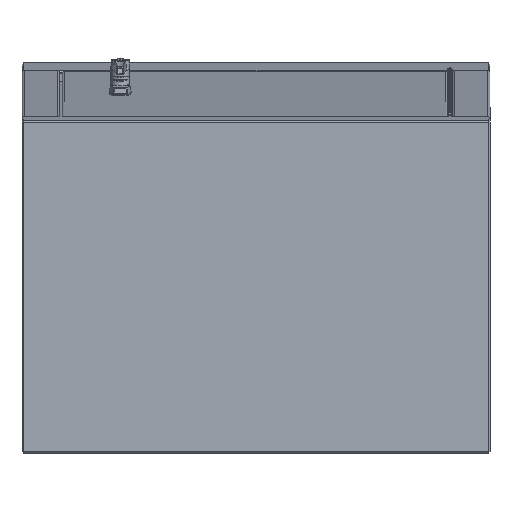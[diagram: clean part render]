
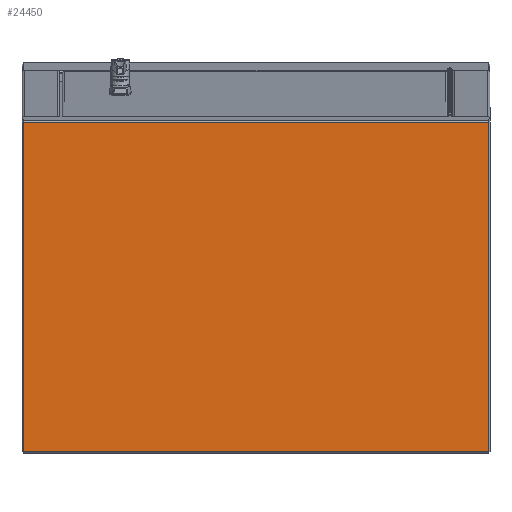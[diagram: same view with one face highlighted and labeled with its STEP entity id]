
A CAD part, front view. The second image highlights one B-rep face of the part: STEP entity #24450.
In plain terms, the highlighted planar face has unit normal (0, -1, 0).
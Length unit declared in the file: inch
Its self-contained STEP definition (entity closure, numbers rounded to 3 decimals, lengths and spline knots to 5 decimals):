
#885 = ORIENTED_EDGE ( 'NONE', *, *, #59090, .F. ) ;
#5059 = EDGE_CURVE ( 'NONE', #24234, #104983, #20264, .T. ) ;
#11793 = ORIENTED_EDGE ( 'NONE', *, *, #112605, .F. ) ;
#12530 = FACE_OUTER_BOUND ( 'NONE', #62731, .T. ) ;
#14025 = CARTESIAN_POINT ( 'NONE',  ( 0., -20.0625, -10.25741 ) ) ;
#20264 = LINE ( 'NONE', #124049, #62778 ) ;
#22628 = VECTOR ( 'NONE', #59799, 39.37008 ) ;
#24234 = VERTEX_POINT ( 'NONE', #121650 ) ;
#24450 = ADVANCED_FACE ( 'NONE', ( #12530 ), #114849, .F. ) ;
#27866 = LINE ( 'NONE', #128606, #107436 ) ;
#31591 = DIRECTION ( 'NONE',  ( 1., 0., 0. ) ) ;
#55207 = CARTESIAN_POINT ( 'NONE',  ( 11.9885, -20.0625, -10.25741 ) ) ;
#55964 = AXIS2_PLACEMENT_3D ( 'NONE', #82420, #59845, #93762 ) ;
#59090 = EDGE_CURVE ( 'NONE', #77775, #24234, #27866, .T. ) ;
#59799 = DIRECTION ( 'NONE',  ( -1., 0., 0. ) ) ;
#59845 = DIRECTION ( 'NONE',  ( 0., 1., 0. ) ) ;
#62731 = EDGE_LOOP ( 'NONE', ( #885, #63454, #11793, #69260 ) ) ;
#62778 = VECTOR ( 'NONE', #31591, 39.37008 ) ;
#63454 = ORIENTED_EDGE ( 'NONE', *, *, #68426, .F. ) ;
#68426 = EDGE_CURVE ( 'NONE', #148596, #77775, #94434, .T. ) ;
#69260 = ORIENTED_EDGE ( 'NONE', *, *, #5059, .F. ) ;
#73169 = CARTESIAN_POINT ( 'NONE',  ( 11.9885, -20.0625, -1.79766 ) ) ;
#77775 = VERTEX_POINT ( 'NONE', #94628 ) ;
#82420 = CARTESIAN_POINT ( 'NONE',  ( 0., -20.0625, -1.79766 ) ) ;
#84481 = LINE ( 'NONE', #73169, #123602 ) ;
#93762 = DIRECTION ( 'NONE',  ( 0., 0., 1. ) ) ;
#94434 = LINE ( 'NONE', #14025, #22628 ) ;
#94628 = CARTESIAN_POINT ( 'NONE',  ( -11.9885, -20.0625, -10.25741 ) ) ;
#104983 = VERTEX_POINT ( 'NONE', #115445 ) ;
#107436 = VECTOR ( 'NONE', #130100, 39.37008 ) ;
#112605 = EDGE_CURVE ( 'NONE', #104983, #148596, #84481, .T. ) ;
#114849 = PLANE ( 'NONE',  #55964 ) ;
#115445 = CARTESIAN_POINT ( 'NONE',  ( 11.9885, -20.0625, 6.66547 ) ) ;
#121650 = CARTESIAN_POINT ( 'NONE',  ( -11.9885, -20.0625, 6.66547 ) ) ;
#123602 = VECTOR ( 'NONE', #140920, 39.37008 ) ;
#124049 = CARTESIAN_POINT ( 'NONE',  ( 0., -20.0625, 6.66547 ) ) ;
#128606 = CARTESIAN_POINT ( 'NONE',  ( -11.9885, -20.0625, -1.79766 ) ) ;
#130100 = DIRECTION ( 'NONE',  ( 0., 0., 1. ) ) ;
#140920 = DIRECTION ( 'NONE',  ( 0., 0., -1. ) ) ;
#148596 = VERTEX_POINT ( 'NONE', #55207 ) ;
